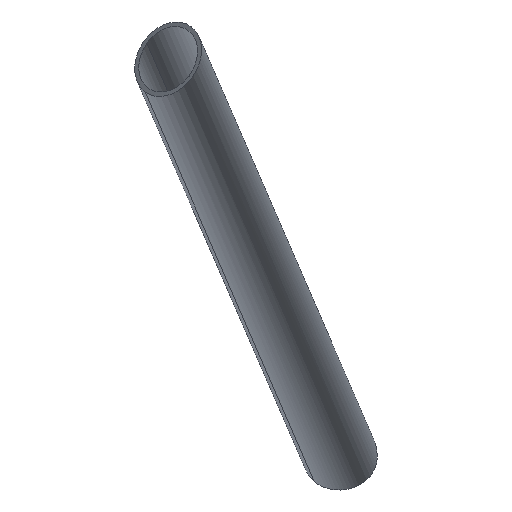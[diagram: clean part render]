
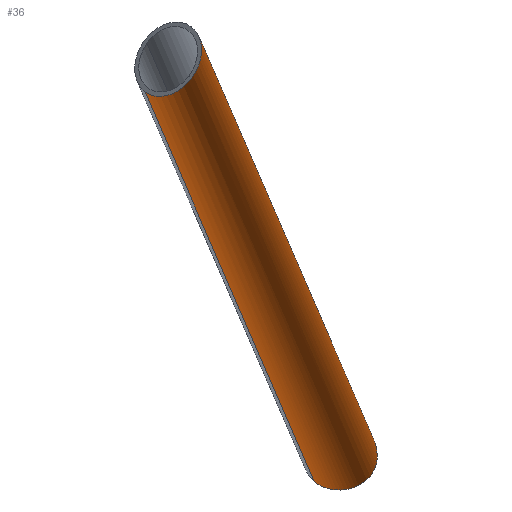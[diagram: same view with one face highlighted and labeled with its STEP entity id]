
A CAD part, left-side view. The second image highlights one B-rep face of the part: STEP entity #36.
In plain terms, the highlighted cylindrical face has radius 12.5 mm (diameter 25 mm), a partial arc.
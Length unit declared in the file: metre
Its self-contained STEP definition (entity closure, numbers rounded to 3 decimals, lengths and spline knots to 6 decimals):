
#36=ADVANCED_FACE('',(#70),#71,.T.);
#70=FACE_OUTER_BOUND('',#100,.T.);
#71=CYLINDRICAL_SURFACE('',#101,0.0125);
#100=EDGE_LOOP('',(#137,#138,#139,#140,#141));
#101=AXIS2_PLACEMENT_3D('',#142,#143,#144);
#137=ORIENTED_EDGE('',*,*,#195,.F.);
#138=ORIENTED_EDGE('',*,*,#196,.T.);
#139=ORIENTED_EDGE('',*,*,#197,.F.);
#140=ORIENTED_EDGE('',*,*,#198,.F.);
#141=ORIENTED_EDGE('',*,*,#191,.F.);
#142=CARTESIAN_POINT('',(-482.820958,54.251298,126.019501));
#143=DIRECTION('',(-0.962,0.109,0.251));
#144=DIRECTION('',(0.109,-0.689,0.717));
#191=EDGE_CURVE('',#223,#225,#226,.F.);
#195=EDGE_CURVE('',#230,#223,#231,.T.);
#196=EDGE_CURVE('',#230,#232,#233,.F.);
#197=EDGE_CURVE('',#234,#232,#235,.T.);
#198=EDGE_CURVE('0:42',#225,#234,#236,.F.);
#223=VERTEX_POINT('',#314);
#225=VERTEX_POINT('',#349);
#226=B_SPLINE_CURVE_WITH_KNOTS('',3,(#350,#351,#352,#353,#354,#355,#356),.UNSPECIFIED.,.F.,.F.,(4,3,4),(-0.040398,-0.035292,-0.030895),.UNSPECIFIED.);
#230=VERTEX_POINT('',#369);
#231=LINE('',#370,#371);
#232=VERTEX_POINT('',#372);
#233=ELLIPSE('',#373,0.016786,0.0125);
#234=VERTEX_POINT('',#374);
#235=LINE('',#375,#376);
#236=B_SPLINE_CURVE_WITH_KNOTS('',3,(#377,#378,#379,#380,#381,#382,#383,#384,#385,#386,#387,#388,#389,#390,#391,#392,#393,#394,#395,#396,#397,#398,#399,#400,#401,#402,#403,#404,#405,#406,#407,#408,#409,#410,#411,#412,#413),.UNSPECIFIED.,.F.,.F.,(4,3,3,3,3,3,3,3,3,3,3,3,4),(0.014784,0.019153,0.02184,0.024707,0.027976,0.030927,0.034393,0.038229,0.040843,0.042947,0.045311,0.04831,0.049736),.UNSPECIFIED.);
#314=CARTESIAN_POINT('',(-1.456045,-0.376778,0.221388));
#349=CARTESIAN_POINT('',(-1.452087,-0.381044,0.213515));
#350=CARTESIAN_POINT('',(-1.452087,-0.381044,0.213515));
#351=CARTESIAN_POINT('',(-1.452602,-0.380691,0.215003));
#352=CARTESIAN_POINT('',(-1.453314,-0.380105,0.216506));
#353=CARTESIAN_POINT('',(-1.454069,-0.379307,0.217933));
#354=CARTESIAN_POINT('',(-1.45472,-0.378619,0.21916));
#355=CARTESIAN_POINT('',(-1.455406,-0.377772,0.220335));
#356=CARTESIAN_POINT('',(-1.456045,-0.376778,0.221388));
#369=CARTESIAN_POINT('',(-1.964858,-0.319044,0.354369));
#370=CARTESIAN_POINT('',(-1.708042,-0.348184,0.287249));
#371=VECTOR('',#500,1.0);
#372=CARTESIAN_POINT('',(-1.952652,-0.303516,0.332551));
#373=AXIS2_PLACEMENT_3D('',#501,#502,#503);
#374=CARTESIAN_POINT('',(-1.45216,-0.360306,0.201744));
#375=CARTESIAN_POINT('',(-1.71077,-0.330962,0.269333));
#376=VECTOR('',#504,1.0);
#377=CARTESIAN_POINT('',(-1.45216,-0.360306,0.201744));
#378=CARTESIAN_POINT('',(-1.452828,-0.361197,0.20099));
#379=CARTESIAN_POINT('',(-1.453448,-0.362249,0.200354));
#380=CARTESIAN_POINT('',(-1.453946,-0.363448,0.199875));
#381=CARTESIAN_POINT('',(-1.454252,-0.364185,0.19958));
#382=CARTESIAN_POINT('',(-1.454511,-0.364978,0.199345));
#383=CARTESIAN_POINT('',(-1.454707,-0.365794,0.199184));
#384=CARTESIAN_POINT('',(-1.454916,-0.366664,0.199013));
#385=CARTESIAN_POINT('',(-1.455055,-0.367568,0.198922));
#386=CARTESIAN_POINT('',(-1.455121,-0.368486,0.198916));
#387=CARTESIAN_POINT('',(-1.455196,-0.369533,0.19891));
#388=CARTESIAN_POINT('',(-1.455175,-0.370583,0.199016));
#389=CARTESIAN_POINT('',(-1.455067,-0.371606,0.199229));
#390=CARTESIAN_POINT('',(-1.45497,-0.37253,0.199421));
#391=CARTESIAN_POINT('',(-1.454801,-0.373437,0.199703));
#392=CARTESIAN_POINT('',(-1.454583,-0.374282,0.200059));
#393=CARTESIAN_POINT('',(-1.454326,-0.375274,0.200476));
#394=CARTESIAN_POINT('',(-1.454002,-0.376186,0.200995));
#395=CARTESIAN_POINT('',(-1.45365,-0.377003,0.201597));
#396=CARTESIAN_POINT('',(-1.453261,-0.377907,0.202263));
#397=CARTESIAN_POINT('',(-1.452841,-0.378683,0.203025));
#398=CARTESIAN_POINT('',(-1.452464,-0.379315,0.203853));
#399=CARTESIAN_POINT('',(-1.452207,-0.379746,0.204417));
#400=CARTESIAN_POINT('',(-1.451971,-0.380111,0.205005));
#401=CARTESIAN_POINT('',(-1.451766,-0.380425,0.205662));
#402=CARTESIAN_POINT('',(-1.451602,-0.380677,0.20619));
#403=CARTESIAN_POINT('',(-1.451461,-0.380893,0.206761));
#404=CARTESIAN_POINT('',(-1.451368,-0.381059,0.207369));
#405=CARTESIAN_POINT('',(-1.451262,-0.381245,0.208053));
#406=CARTESIAN_POINT('',(-1.451221,-0.381362,0.208765));
#407=CARTESIAN_POINT('',(-1.451254,-0.38141,0.209488));
#408=CARTESIAN_POINT('',(-1.451295,-0.381472,0.210407));
#409=CARTESIAN_POINT('',(-1.451456,-0.381423,0.21134));
#410=CARTESIAN_POINT('',(-1.451697,-0.381289,0.212245));
#411=CARTESIAN_POINT('',(-1.451811,-0.381226,0.212675));
#412=CARTESIAN_POINT('',(-1.451943,-0.381143,0.213099));
#413=CARTESIAN_POINT('',(-1.452087,-0.381044,0.213515));
#500=DIRECTION('',(0.962,-0.109,-0.251));
#501=CARTESIAN_POINT('',(-1.958755,-0.31128,0.34346));
#502=DIRECTION('',(-0.646,0.745,0.169));
#503=DIRECTION('',(-0.72,-0.667,0.188));
#504=DIRECTION('',(-0.962,0.109,0.251));
